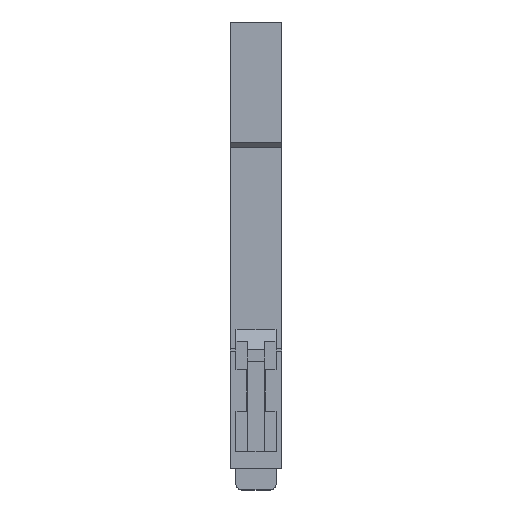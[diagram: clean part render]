
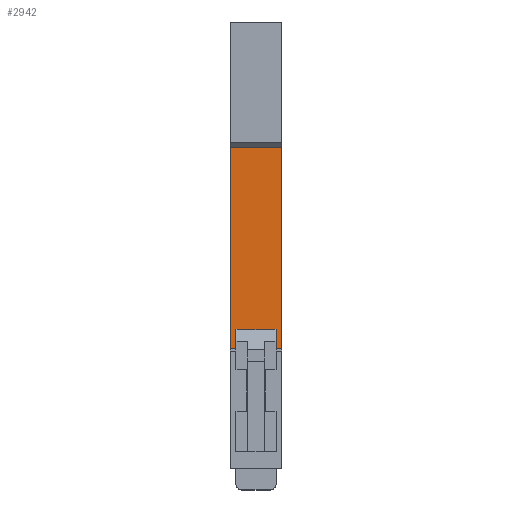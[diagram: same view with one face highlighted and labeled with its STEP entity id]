
A CAD part, top view. The second image highlights one B-rep face of the part: STEP entity #2942.
In plain terms, the highlighted planar face has unit normal (0, 0, 1).
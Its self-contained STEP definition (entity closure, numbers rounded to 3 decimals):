
#167 = CARTESIAN_POINT ( 'NONE',  ( 3.5, -39., 28. ) ) ;
#179 = CARTESIAN_POINT ( 'NONE',  ( 4.5, -18., 28. ) ) ;
#210 = VECTOR ( 'NONE', #3361, 1000. ) ;
#259 = CARTESIAN_POINT ( 'NONE',  ( 3.5, -18., 28. ) ) ;
#323 = CARTESIAN_POINT ( 'NONE',  ( -4.5, -18., 28. ) ) ;
#364 = CARTESIAN_POINT ( 'NONE',  ( -3.5, -17.75, 28. ) ) ;
#485 = EDGE_CURVE ( 'NONE', #4174, #1357, #1386, .T. ) ;
#630 = CARTESIAN_POINT ( 'NONE',  ( 3.5, -39., 28. ) ) ;
#680 = VERTEX_POINT ( 'NONE', #5634 ) ;
#693 = ORIENTED_EDGE ( 'NONE', *, *, #3318, .T. ) ;
#711 = EDGE_CURVE ( 'NONE', #2530, #1357, #1293, .T. ) ;
#728 = AXIS2_PLACEMENT_3D ( 'NONE', #1589, #2107, #5624 ) ;
#805 = LINE ( 'NONE', #5771, #4682 ) ;
#1134 = CARTESIAN_POINT ( 'NONE',  ( -4.5, -18., 28. ) ) ;
#1156 = DIRECTION ( 'NONE',  ( -1., 0., 0. ) ) ;
#1194 = EDGE_CURVE ( 'NONE', #5349, #4174, #2652, .T. ) ;
#1293 = LINE ( 'NONE', #1134, #2512 ) ;
#1357 = VERTEX_POINT ( 'NONE', #2309 ) ;
#1386 = LINE ( 'NONE', #364, #3742 ) ;
#1520 = VECTOR ( 'NONE', #3604, 1000. ) ;
#1589 = CARTESIAN_POINT ( 'NONE',  ( -4.5, -18., 28. ) ) ;
#1662 = EDGE_CURVE ( 'NONE', #4999, #3397, #2503, .T. ) ;
#1731 = LINE ( 'NONE', #323, #210 ) ;
#1753 = DIRECTION ( 'NONE',  ( 1., 0., 0. ) ) ;
#1756 = EDGE_CURVE ( 'NONE', #680, #4999, #805, .T. ) ;
#2086 = EDGE_LOOP ( 'NONE', ( #5245, #5423, #5749, #5072, #3845, #4005, #693, #4332 ) ) ;
#2107 = DIRECTION ( 'NONE',  ( 0., 0., 1. ) ) ;
#2174 = CARTESIAN_POINT ( 'NONE',  ( 4.5, -18., 28. ) ) ;
#2309 = CARTESIAN_POINT ( 'NONE',  ( -3.5, -18., 28. ) ) ;
#2416 = DIRECTION ( 'NONE',  ( 0., -1., 0. ) ) ;
#2425 = VECTOR ( 'NONE', #2416, 1000. ) ;
#2439 = EDGE_CURVE ( 'NONE', #6024, #5349, #6423, .T. ) ;
#2503 = LINE ( 'NONE', #2174, #4997 ) ;
#2512 = VECTOR ( 'NONE', #5180, 1000. ) ;
#2530 = VERTEX_POINT ( 'NONE', #3983 ) ;
#2636 = CARTESIAN_POINT ( 'NONE',  ( -3.5, -39., 28. ) ) ;
#2652 = LINE ( 'NONE', #630, #5147 ) ;
#2942 = ADVANCED_FACE ( 'NONE', ( #4926 ), #3596, .T. ) ;
#3105 = CARTESIAN_POINT ( 'NONE',  ( -4.5, -18., 28. ) ) ;
#3318 = EDGE_CURVE ( 'NONE', #680, #2530, #5396, .T. ) ;
#3361 = DIRECTION ( 'NONE',  ( 1., 0., 0. ) ) ;
#3397 = VERTEX_POINT ( 'NONE', #179 ) ;
#3408 = DIRECTION ( 'NONE',  ( 0., 1., 0. ) ) ;
#3437 = CARTESIAN_POINT ( 'NONE',  ( 4.5, 18., 28. ) ) ;
#3596 = PLANE ( 'NONE',  #728 ) ;
#3604 = DIRECTION ( 'NONE',  ( 0., -1., 0. ) ) ;
#3742 = VECTOR ( 'NONE', #3408, 1000. ) ;
#3845 = ORIENTED_EDGE ( 'NONE', *, *, #1662, .F. ) ;
#3903 = CARTESIAN_POINT ( 'NONE',  ( 3.5, -17.75, 28. ) ) ;
#3983 = CARTESIAN_POINT ( 'NONE',  ( -4.5, -18., 28. ) ) ;
#4005 = ORIENTED_EDGE ( 'NONE', *, *, #1756, .F. ) ;
#4174 = VERTEX_POINT ( 'NONE', #2636 ) ;
#4332 = ORIENTED_EDGE ( 'NONE', *, *, #711, .T. ) ;
#4456 = EDGE_CURVE ( 'NONE', #6024, #3397, #1731, .T. ) ;
#4682 = VECTOR ( 'NONE', #1753, 1000. ) ;
#4926 = FACE_OUTER_BOUND ( 'NONE', #2086, .T. ) ;
#4997 = VECTOR ( 'NONE', #5184, 1000. ) ;
#4999 = VERTEX_POINT ( 'NONE', #3437 ) ;
#5072 = ORIENTED_EDGE ( 'NONE', *, *, #4456, .T. ) ;
#5147 = VECTOR ( 'NONE', #1156, 1000. ) ;
#5180 = DIRECTION ( 'NONE',  ( 1., 0., 0. ) ) ;
#5184 = DIRECTION ( 'NONE',  ( 0., -1., 0. ) ) ;
#5245 = ORIENTED_EDGE ( 'NONE', *, *, #485, .F. ) ;
#5349 = VERTEX_POINT ( 'NONE', #167 ) ;
#5396 = LINE ( 'NONE', #3105, #1520 ) ;
#5423 = ORIENTED_EDGE ( 'NONE', *, *, #1194, .F. ) ;
#5624 = DIRECTION ( 'NONE',  ( 1., 0., 0. ) ) ;
#5634 = CARTESIAN_POINT ( 'NONE',  ( -4.5, 18., 28. ) ) ;
#5749 = ORIENTED_EDGE ( 'NONE', *, *, #2439, .F. ) ;
#5771 = CARTESIAN_POINT ( 'NONE',  ( -4.5, 18., 28. ) ) ;
#6024 = VERTEX_POINT ( 'NONE', #259 ) ;
#6423 = LINE ( 'NONE', #3903, #2425 ) ;
